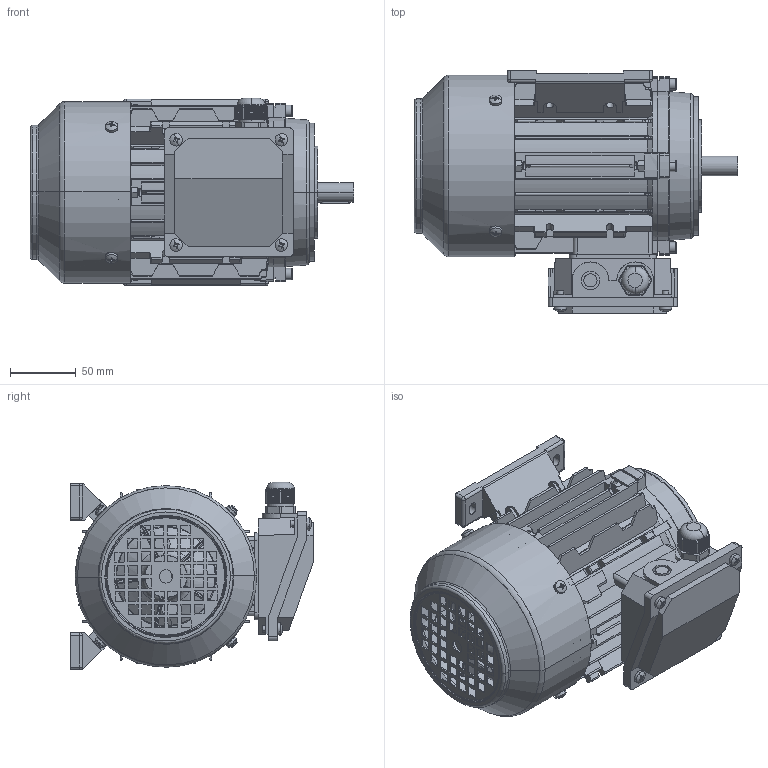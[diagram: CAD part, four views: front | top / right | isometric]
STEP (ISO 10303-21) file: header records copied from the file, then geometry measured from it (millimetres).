
FILE_DESCRIPTION (( 'STEP AP203' ), '1' );
FILE_NAME ('TA71 B14.STEP', '2012-03-13T02:48:42', ( '微软用户' ), ( '微软中国' ), 'SwSTEP 2.0', 'SolidWorks 2008', '' );
FILE_SCHEMA (( 'CONFIG_CONTROL_DESIGN' ));
Length unit declared in the file: millimetre
Products named in the file (15): TA71后端盖_默认; MS71 油封_默认; TAI71 接线盒座_默认; TAI71 接线盒盖_默认; MS71 端盖螺钉M5_默认; TA71 B14; TA71机壳_默认; MS71 风叶_默认; TA71风罩_默认; 风罩M5×6_GB_CROSS_SCREWS_TYPE1 M5X6-6  H type-N; TA71 底脚_默认; 接线盒螺钉M5×12_GB_CROSS_SCREWS_TYPE1 M5X12-12  H type-N; MS63-71 出线螺套_默认; TA71 B14端盖_默认; MS71 机壳螺母M5_默认
Assembly tree (35 placements, depth 2):
  TA71 B14
    TA71 底脚_默认  x2
    风罩M5×6_GB_CROSS_SCREWS_TYPE1 M5X6-6  H type-N  x4
    MS63-71 出线螺套_默认
    MS71 机壳螺母M5_默认  x8
    TA71后端盖_默认
    TA71 B14端盖_默认
    MS71 端盖螺钉M5_默认  x8
    TAI71 接线盒盖_默认
    接线盒螺钉M5×12_GB_CROSS_SCREWS_TYPE1 M5X12-12  H type-N  x4
    MS71 风叶_默认
    TA71机壳_默认
    TA71风罩_默认
    MS71 油封_默认
    TAI71 接线盒座_默认
Bounding box: 245.94 x 184.38 x 142.35 mm (x, y, z)
Volume: 633268.4 mm3; surface area: 491729.9 mm2
Topology: 35 solids, 35 shells, 3084 faces, 8280 edges, 5331 vertices
Faces by surface type: plane 1672, cylinder 865, cone 283, torus 202, sphere 36, bspline 26
Entity records: 85441 total; most frequent: CARTESIAN_POINT 22841, ORIENTED_EDGE 13298, DIRECTION 11789, EDGE_CURVE 6649, VERTEX_POINT 4342, AXIS2_PLACEMENT_3D 4043, VECTOR 3703, LINE 3703
